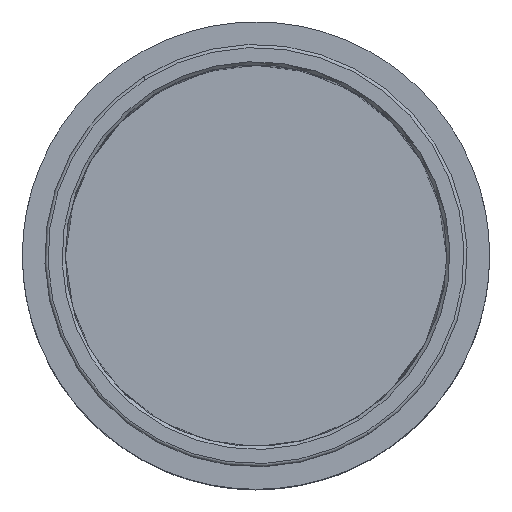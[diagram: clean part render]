
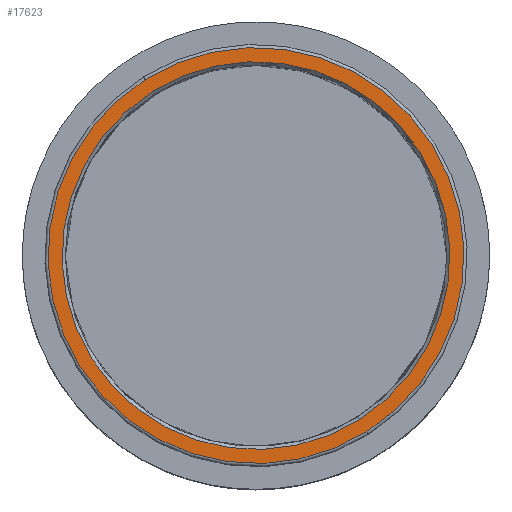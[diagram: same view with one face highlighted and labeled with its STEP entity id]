
A CAD part, top view. The second image highlights one B-rep face of the part: STEP entity #17623.
In plain terms, the highlighted planar face has unit normal (0, 0, 1).
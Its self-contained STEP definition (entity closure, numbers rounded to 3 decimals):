
#680 = CARTESIAN_POINT ( 'NONE',  ( 348.431, -553.809, 1175. ) ) ;
#791 = DIRECTION ( 'NONE',  ( -0.533, 0.846, 0. ) ) ;
#1636 = DIRECTION ( 'NONE',  ( -0.533, 0.846, 0. ) ) ;
#2066 = CIRCLE ( 'NONE', #14548, 610. ) ;
#2465 = CARTESIAN_POINT ( 'NONE',  ( 0., 0., 1175. ) ) ;
#2585 = DIRECTION ( 'NONE',  ( 0., 0., -1. ) ) ;
#2903 = CARTESIAN_POINT ( 'NONE',  ( 0., 0., 1175. ) ) ;
#2910 = CARTESIAN_POINT ( 'NONE',  ( -324.841, 516.313, 1175. ) ) ;
#3775 = CIRCLE ( 'NONE', #14462, 654.3 ) ;
#4195 = CIRCLE ( 'NONE', #15619, 610. ) ;
#4820 = EDGE_CURVE ( 'NONE', #5534, #9515, #3775, .T. ) ;
#5534 = VERTEX_POINT ( 'NONE', #680 ) ;
#5635 = AXIS2_PLACEMENT_3D ( 'NONE', #11589, #21859, #1636 ) ;
#5933 = VERTEX_POINT ( 'NONE', #2910 ) ;
#6253 = PLANE ( 'NONE',  #10578 ) ;
#6743 = ORIENTED_EDGE ( 'NONE', *, *, #10710, .T. ) ;
#6987 = EDGE_LOOP ( 'NONE', ( #21120, #17558 ) ) ;
#7079 = EDGE_LOOP ( 'NONE', ( #6743, #8599 ) ) ;
#7321 = CARTESIAN_POINT ( 'NONE',  ( -348.431, 553.809, 1175. ) ) ;
#7501 = CARTESIAN_POINT ( 'NONE',  ( 0., 0., 1175. ) ) ;
#8081 = CARTESIAN_POINT ( 'NONE',  ( 0., 0., 1175. ) ) ;
#8123 = EDGE_CURVE ( 'NONE', #9515, #5534, #15272, .T. ) ;
#8599 = ORIENTED_EDGE ( 'NONE', *, *, #14385, .T. ) ;
#9515 = VERTEX_POINT ( 'NONE', #7321 ) ;
#9728 = DIRECTION ( 'NONE',  ( 1., 0., 0. ) ) ;
#10578 = AXIS2_PLACEMENT_3D ( 'NONE', #2903, #14855, #9728 ) ;
#10710 = EDGE_CURVE ( 'NONE', #22009, #5933, #4195, .T. ) ;
#11589 = CARTESIAN_POINT ( 'NONE',  ( 0., 0., 1175. ) ) ;
#12080 = CARTESIAN_POINT ( 'NONE',  ( 324.841, -516.313, 1175. ) ) ;
#14308 = DIRECTION ( 'NONE',  ( -0.533, 0.846, 0. ) ) ;
#14385 = EDGE_CURVE ( 'NONE', #5933, #22009, #2066, .T. ) ;
#14462 = AXIS2_PLACEMENT_3D ( 'NONE', #8081, #18020, #21588 ) ;
#14548 = AXIS2_PLACEMENT_3D ( 'NONE', #2465, #16095, #791 ) ;
#14855 = DIRECTION ( 'NONE',  ( 0., 0., 1. ) ) ;
#15194 = FACE_BOUND ( 'NONE', #7079, .T. ) ;
#15272 = CIRCLE ( 'NONE', #5635, 654.3 ) ;
#15619 = AXIS2_PLACEMENT_3D ( 'NONE', #7501, #2585, #14308 ) ;
#16095 = DIRECTION ( 'NONE',  ( 0., 0., -1. ) ) ;
#17558 = ORIENTED_EDGE ( 'NONE', *, *, #4820, .F. ) ;
#17623 = ADVANCED_FACE ( 'NONE', ( #15194, #21552 ), #6253, .T. ) ;
#18020 = DIRECTION ( 'NONE',  ( 0., 0., -1. ) ) ;
#21120 = ORIENTED_EDGE ( 'NONE', *, *, #8123, .F. ) ;
#21552 = FACE_OUTER_BOUND ( 'NONE', #6987, .T. ) ;
#21588 = DIRECTION ( 'NONE',  ( -0.533, 0.846, 0. ) ) ;
#21859 = DIRECTION ( 'NONE',  ( 0., 0., -1. ) ) ;
#22009 = VERTEX_POINT ( 'NONE', #12080 ) ;
